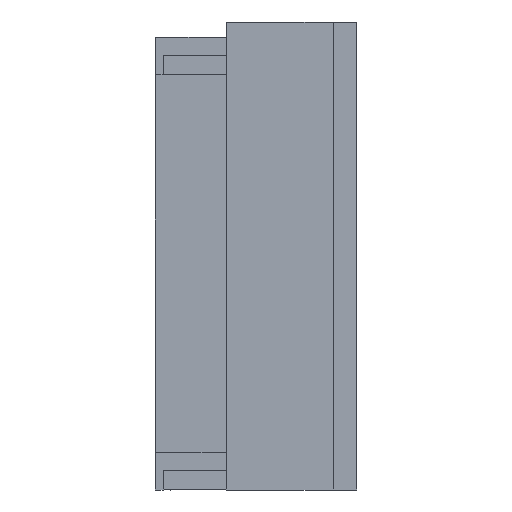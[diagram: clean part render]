
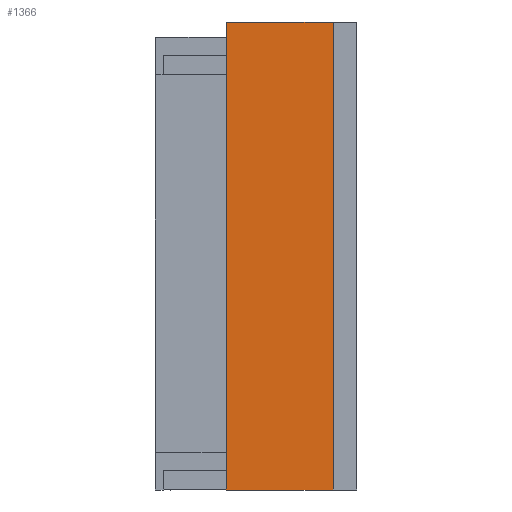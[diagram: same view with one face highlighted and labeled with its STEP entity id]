
A CAD part, left-side view. The second image highlights one B-rep face of the part: STEP entity #1366.
In plain terms, the highlighted planar face has unit normal (-1, 0, 0).
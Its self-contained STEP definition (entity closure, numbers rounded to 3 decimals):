
#1366=ADVANCED_FACE('',(#3571),#2561,.T.);
#2561=PLANE('',#23676);
#3571=FACE_OUTER_BOUND('',#4797,.T.);
#4797=EDGE_LOOP('',(#7566,#7567,#7568,#7569,#7570,#7571));
#7566=ORIENTED_EDGE('',*,*,#15447,.F.);
#7567=ORIENTED_EDGE('',*,*,#15448,.T.);
#7568=ORIENTED_EDGE('',*,*,#15449,.F.);
#7569=ORIENTED_EDGE('',*,*,#15450,.F.);
#7570=ORIENTED_EDGE('',*,*,#15451,.F.);
#7571=ORIENTED_EDGE('',*,*,#15418,.F.);
#12918=VERTEX_POINT('',#32887);
#12919=VERTEX_POINT('',#32889);
#12930=VERTEX_POINT('',#32946);
#12931=VERTEX_POINT('',#32948);
#12932=VERTEX_POINT('',#32950);
#12933=VERTEX_POINT('',#32952);
#15418=EDGE_CURVE('',#12918,#12919,#18632,.T.);
#15447=EDGE_CURVE('',#12930,#12918,#18657,.T.);
#15448=EDGE_CURVE('',#12930,#12931,#18658,.T.);
#15449=EDGE_CURVE('',#12932,#12931,#18659,.T.);
#15450=EDGE_CURVE('',#12933,#12932,#18660,.T.);
#15451=EDGE_CURVE('',#12919,#12933,#18661,.T.);
#18632=LINE('',#32888,#21405);
#18657=LINE('',#32945,#21430);
#18658=LINE('',#32947,#21431);
#18659=LINE('',#32949,#21432);
#18660=LINE('',#32951,#21433);
#18661=LINE('',#32953,#21434);
#21405=VECTOR('',#26630,1.);
#21430=VECTOR('',#26665,1.);
#21431=VECTOR('',#26666,1.);
#21432=VECTOR('',#26667,1.);
#21433=VECTOR('',#26668,1.);
#21434=VECTOR('',#26669,1.);
#23676=AXIS2_PLACEMENT_3D('',#32954,#26670,#26671);
#26630=DIRECTION('',(0.,1.,0.));
#26665=DIRECTION('',(0.,0.,-1.));
#26666=DIRECTION('',(0.,0.,1.));
#26667=DIRECTION('',(0.,-1.,0.));
#26668=DIRECTION('',(0.,0.,1.));
#26669=DIRECTION('',(0.,0.,1.));
#26670=DIRECTION('',(-1.,0.,0.));
#26671=DIRECTION('',(0.,-1.,0.));
#32887=CARTESIAN_POINT('',(19.492,-26.656,-18.258));
#32888=CARTESIAN_POINT('',(19.494,0.685,-18.258));
#32889=CARTESIAN_POINT('',(19.493,-16.736,-18.258));
#32945=CARTESIAN_POINT('',(19.492,-26.656,23.742));
#32946=CARTESIAN_POINT('',(19.493,-26.656,20.242));
#32947=CARTESIAN_POINT('',(19.492,-26.656,9.742));
#32948=CARTESIAN_POINT('',(19.492,-26.656,25.142));
#32949=CARTESIAN_POINT('',(19.492,-26.656,25.142));
#32950=CARTESIAN_POINT('',(19.493,-16.736,25.142));
#32951=CARTESIAN_POINT('',(19.493,-16.736,23.742));
#32952=CARTESIAN_POINT('',(19.493,-16.736,20.242));
#32953=CARTESIAN_POINT('',(19.493,-16.736,23.742));
#32954=CARTESIAN_POINT('',(19.492,-26.656,23.742));
